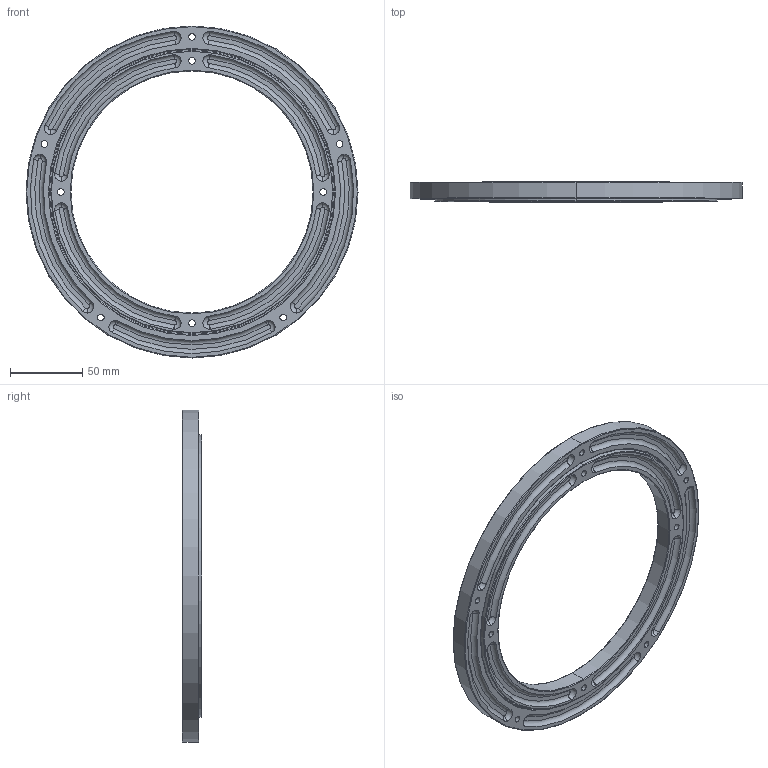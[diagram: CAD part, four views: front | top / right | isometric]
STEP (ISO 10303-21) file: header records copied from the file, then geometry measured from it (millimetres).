
FILE_DESCRIPTION (( 'STEP AP214' ), '1' );
FILE_NAME ('0018810.step', '2023-03-14T10:10:20', ( '' ), ( '' ), 'SwSTEP 2.0', 'SolidWorks 2020', '' );
FILE_SCHEMA (( 'AUTOMOTIVE_DESIGN' ));
Length unit declared in the file: millimetre
Products named in the file (1): 0018810
Bounding box: 229 x 13.5 x 229 mm (x, y, z)
Volume: 164835.2 mm3; surface area: 70183.2 mm2
Topology: 1 solids, 1 shells, 190 faces, 472 edges, 304 vertices
Faces by surface type: torus 130, cylinder 30, plane 22, cone 8
Entity records: 5988 total; most frequent: DIRECTION 1288, CARTESIAN_POINT 967, ORIENTED_EDGE 944, AXIS2_PLACEMENT_3D 625, EDGE_CURVE 472, CIRCLE 434, VERTEX_POINT 304, EDGE_LOOP 230
